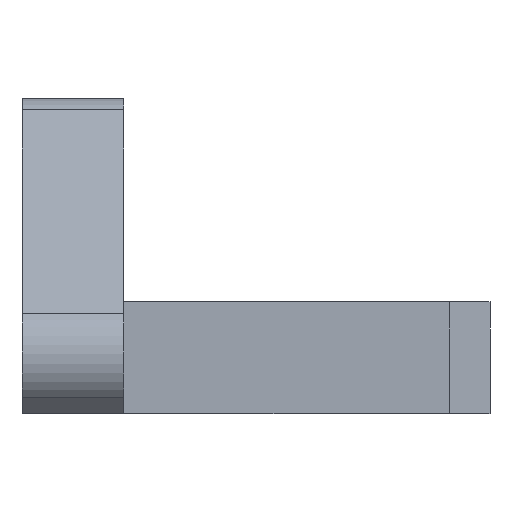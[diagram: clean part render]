
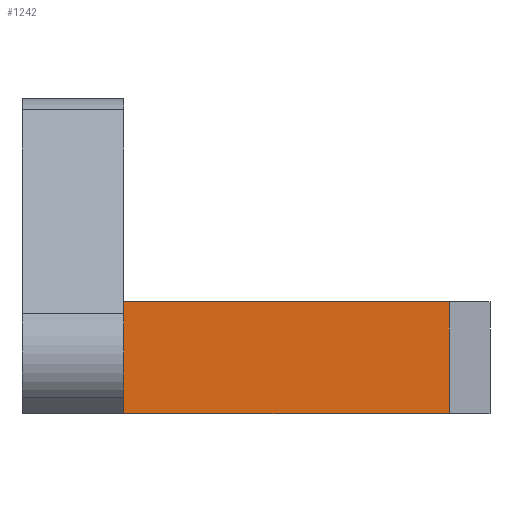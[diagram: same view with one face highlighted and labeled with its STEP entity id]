
A CAD part, front view. The second image highlights one B-rep face of the part: STEP entity #1242.
In plain terms, the highlighted planar face has unit normal (0, -1, 0).
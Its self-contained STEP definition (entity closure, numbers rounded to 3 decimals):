
#1229=AXIS2_PLACEMENT_3D('Plane Axis2P3D',#1226,#1227,#1228) ;
#726=CARTESIAN_POINT('Vertex',(42.,-16.,0.)) ;
#729=CARTESIAN_POINT('Line Origine',(26.,-16.,0.)) ;
#733=CARTESIAN_POINT('Vertex',(10.,-16.,0.)) ;
#891=CARTESIAN_POINT('Line Origine',(10.,-16.,5.5)) ;
#895=CARTESIAN_POINT('Vertex',(10.,-16.,11.)) ;
#1211=CARTESIAN_POINT('Vertex',(42.,-16.,11.)) ;
#1214=CARTESIAN_POINT('Line Origine',(42.,-16.,5.5)) ;
#1226=CARTESIAN_POINT('Axis2P3D Location',(0.,-16.,0.)) ;
#1231=CARTESIAN_POINT('Line Origine',(26.,-16.,11.)) ;
#730=DIRECTION('Vector Direction',(1.,0.,0.)) ;
#892=DIRECTION('Vector Direction',(0.,0.,1.)) ;
#1215=DIRECTION('Vector Direction',(0.,0.,1.)) ;
#1227=DIRECTION('Axis2P3D Direction',(0.,-1.,0.)) ;
#1228=DIRECTION('Axis2P3D XDirection',(1.,0.,0.)) ;
#1232=DIRECTION('Vector Direction',(1.,0.,0.)) ;
#731=VECTOR('Line Direction',#730,1.) ;
#893=VECTOR('Line Direction',#892,1.) ;
#1216=VECTOR('Line Direction',#1215,1.) ;
#1233=VECTOR('Line Direction',#1232,1.) ;
#1237=ORIENTED_EDGE('',*,*,#735,.F.) ;
#1238=ORIENTED_EDGE('',*,*,#1218,.T.) ;
#1239=ORIENTED_EDGE('',*,*,#1235,.T.) ;
#1240=ORIENTED_EDGE('',*,*,#897,.F.) ;
#1242=ADVANCED_FACE('PartBody',(#1241),#1230,.T.) ;
#735=EDGE_CURVE('',#727,#734,#732,.F.) ;
#897=EDGE_CURVE('',#734,#896,#894,.T.) ;
#1218=EDGE_CURVE('',#727,#1212,#1217,.T.) ;
#1235=EDGE_CURVE('',#1212,#896,#1234,.F.) ;
#1236=EDGE_LOOP('',(#1237,#1238,#1239,#1240)) ;
#1241=FACE_OUTER_BOUND('',#1236,.T.) ;
#732=LINE('Line',#729,#731) ;
#894=LINE('Line',#891,#893) ;
#1217=LINE('Line',#1214,#1216) ;
#1234=LINE('Line',#1231,#1233) ;
#1230=PLANE('',#1229) ;
#727=VERTEX_POINT('',#726) ;
#734=VERTEX_POINT('',#733) ;
#896=VERTEX_POINT('',#895) ;
#1212=VERTEX_POINT('',#1211) ;
